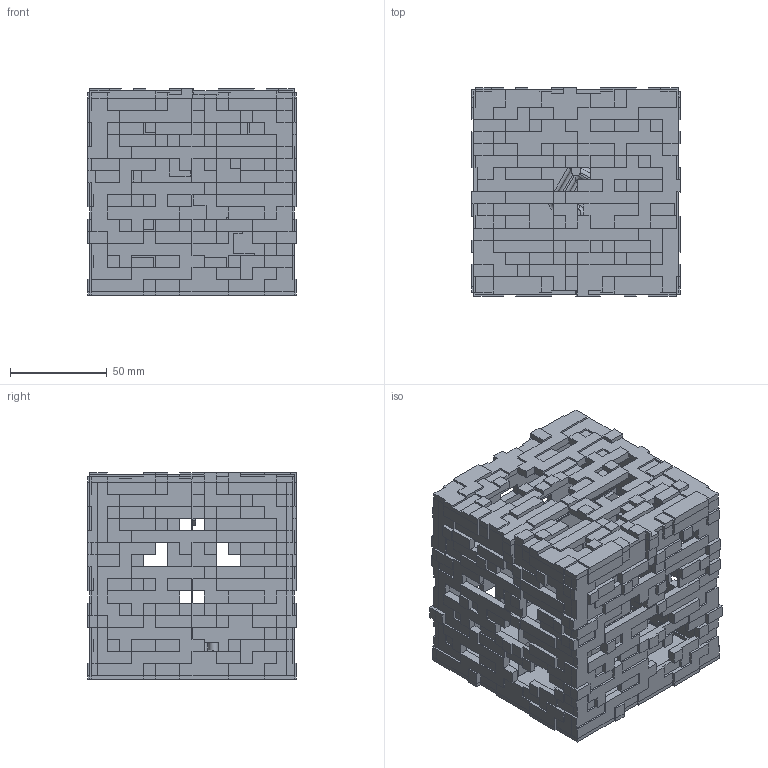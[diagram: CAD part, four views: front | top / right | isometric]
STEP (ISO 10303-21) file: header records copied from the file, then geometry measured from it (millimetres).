
FILE_DESCRIPTION(/* description */ (''),/* implementation_level */ '2;1');
FILE_NAME(/* name */ 'minecraft lamp v5.step',/* time_stamp */ '2020-07-13T00:39:45+02:00',/* author */ (''),/* organization */ (''),/* preprocessor_version */ 'ST-DEVELOPER v18.1',/* originating_system */ 'Autodesk Translation Framework v9.2.0.1227',/* authorisation */ '');
FILE_SCHEMA (('AUTOMOTIVE_DESIGN { 1 0 10303 214 3 1 1 }'));
Length unit declared in the file: millimetre
Products named in the file (1): minecraft lamp
Bounding box: 108 x 108 x 107 mm (x, y, z)
Volume: 189650.7 mm3; surface area: 160963.9 mm2
Topology: 11 solids, 11 shells, 1711 faces, 4808 edges, 2991 vertices
Faces by surface type: plane 1668, cylinder 35, bspline 4, torus 4
Full cylindrical faces by diameter (mm): 3.5 x1, 5 x4
Entity records: 53992 total; most frequent: CARTESIAN_POINT 9912, ORIENTED_EDGE 9616, DIRECTION 8266, EDGE_CURVE 4808, LINE 4714, VECTOR 4714, VERTEX_POINT 2991, AXIS2_PLACEMENT_3D 1776
